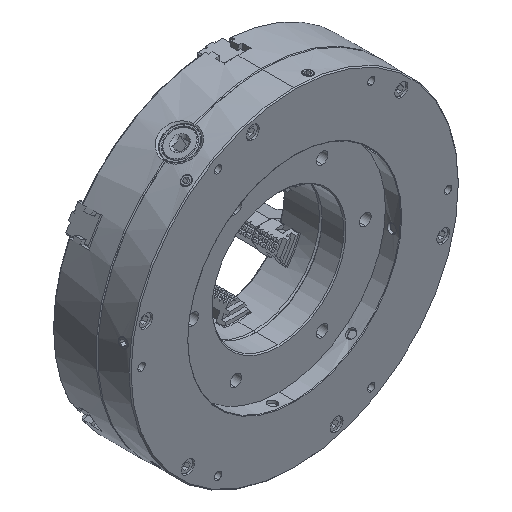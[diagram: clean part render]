
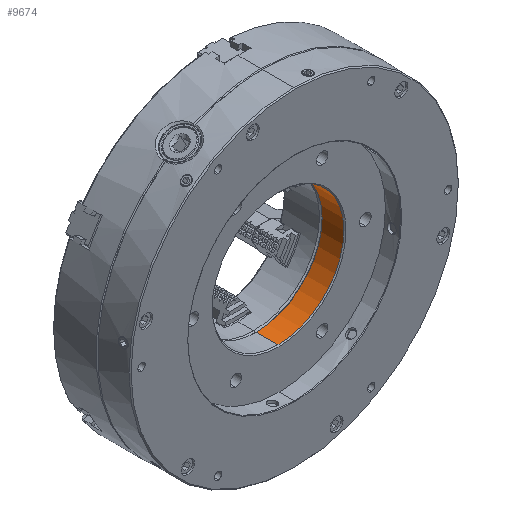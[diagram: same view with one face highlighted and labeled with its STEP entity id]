
A CAD part, isometric view. The second image highlights one B-rep face of the part: STEP entity #9674.
In plain terms, the highlighted cylindrical face has radius 126 mm (diameter 252 mm), a partial arc.
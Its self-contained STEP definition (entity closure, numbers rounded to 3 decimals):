
#1247 = AXIS2_PLACEMENT_3D ( 'NONE', #3787, #17897, #6174 ) ;
#1494 = CIRCLE ( 'NONE', #1978, 126. ) ;
#1978 = AXIS2_PLACEMENT_3D ( 'NONE', #27798, #9874, #7295 ) ;
#2236 = DIRECTION ( 'NONE',  ( 0., -1., 0. ) ) ;
#3787 = CARTESIAN_POINT ( 'NONE',  ( -41.373, 18.603, 630. ) ) ;
#5050 = VERTEX_POINT ( 'NONE', #9996 ) ;
#5374 = CARTESIAN_POINT ( 'NONE',  ( -41.373, 86.499, 756. ) ) ;
#5910 = ORIENTED_EDGE ( 'NONE', *, *, #21735, .F. ) ;
#6174 = DIRECTION ( 'NONE',  ( 0., 0., -1. ) ) ;
#6306 = CARTESIAN_POINT ( 'NONE',  ( -41.373, 44.999, 504. ) ) ;
#6559 = CARTESIAN_POINT ( 'NONE',  ( -41.373, 18.603, 756. ) ) ;
#7295 = DIRECTION ( 'NONE',  ( 0., 0., 1. ) ) ;
#7420 = DIRECTION ( 'NONE',  ( 0., 0., -1. ) ) ;
#7496 = ORIENTED_EDGE ( 'NONE', *, *, #16612, .T. ) ;
#8098 = ORIENTED_EDGE ( 'NONE', *, *, #26483, .T. ) ;
#9674 = ADVANCED_FACE ( 'NONE', ( #15079 ), #26966, .F. ) ;
#9874 = DIRECTION ( 'NONE',  ( 0., -1., 0. ) ) ;
#9996 = CARTESIAN_POINT ( 'NONE',  ( -41.373, 44.999, 756. ) ) ;
#11302 = AXIS2_PLACEMENT_3D ( 'NONE', #25515, #20992, #7420 ) ;
#11617 = ORIENTED_EDGE ( 'NONE', *, *, #20420, .F. ) ;
#15079 = FACE_OUTER_BOUND ( 'NONE', #19875, .T. ) ;
#15129 = VERTEX_POINT ( 'NONE', #6306 ) ;
#15245 = VERTEX_POINT ( 'NONE', #5374 ) ;
#15750 = DIRECTION ( 'NONE',  ( 0., -1., 0. ) ) ;
#16612 = EDGE_CURVE ( 'NONE', #15129, #5050, #1494, .T. ) ;
#16989 = VERTEX_POINT ( 'NONE', #17198 ) ;
#17198 = CARTESIAN_POINT ( 'NONE',  ( -41.373, 86.499, 504. ) ) ;
#17897 = DIRECTION ( 'NONE',  ( 0., -1., 0. ) ) ;
#18314 = CARTESIAN_POINT ( 'NONE',  ( -41.373, 18.603, 504. ) ) ;
#18470 = LINE ( 'NONE', #18314, #28975 ) ;
#19875 = EDGE_LOOP ( 'NONE', ( #11617, #5910, #8098, #7496 ) ) ;
#20420 = EDGE_CURVE ( 'NONE', #15245, #5050, #20706, .T. ) ;
#20706 = LINE ( 'NONE', #6559, #21801 ) ;
#20992 = DIRECTION ( 'NONE',  ( 0., -1., 0. ) ) ;
#21735 = EDGE_CURVE ( 'NONE', #16989, #15245, #29553, .T. ) ;
#21801 = VECTOR ( 'NONE', #15750, 1000. ) ;
#25515 = CARTESIAN_POINT ( 'NONE',  ( -41.373, 86.499, 630. ) ) ;
#26483 = EDGE_CURVE ( 'NONE', #16989, #15129, #18470, .T. ) ;
#26966 = CYLINDRICAL_SURFACE ( 'NONE', #1247, 126. ) ;
#27798 = CARTESIAN_POINT ( 'NONE',  ( -41.373, 44.999, 630. ) ) ;
#28975 = VECTOR ( 'NONE', #2236, 1000. ) ;
#29553 = CIRCLE ( 'NONE', #11302, 126. ) ;
